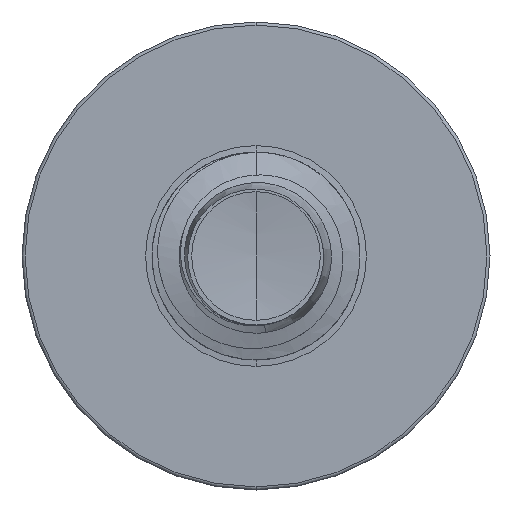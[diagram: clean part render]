
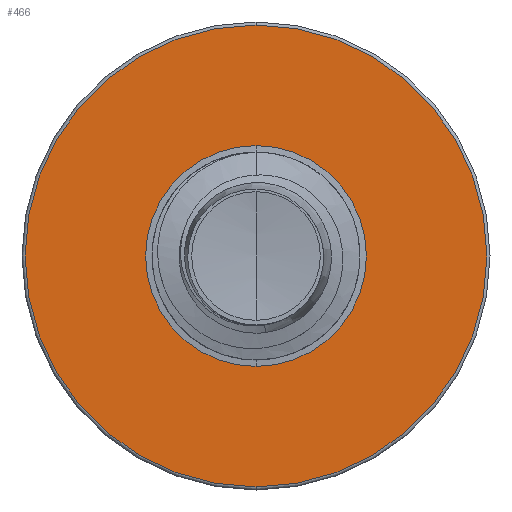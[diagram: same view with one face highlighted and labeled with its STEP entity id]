
A CAD part, front view. The second image highlights one B-rep face of the part: STEP entity #466.
In plain terms, the highlighted planar face has unit normal (0, -1, 0).
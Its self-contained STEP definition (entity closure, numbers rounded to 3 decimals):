
#466 = ADVANCED_FACE ( 'NONE', ( #9338, #9835 ), #18304, .F. ) ;
#624 = CARTESIAN_POINT ( 'NONE',  ( 0., 4., 0. ) ) ;
#1161 = CARTESIAN_POINT ( 'NONE',  ( 0., 4., 1.776 ) ) ;
#1749 = EDGE_CURVE ( 'NONE', #9514, #8887, #10972, .T. ) ;
#2318 = DIRECTION ( 'NONE',  ( 0., 0., 1. ) ) ;
#2615 = ORIENTED_EDGE ( 'NONE', *, *, #18759, .F. ) ;
#2966 = ORIENTED_EDGE ( 'NONE', *, *, #9931, .F. ) ;
#3525 = ORIENTED_EDGE ( 'NONE', *, *, #16727, .T. ) ;
#3549 = AXIS2_PLACEMENT_3D ( 'NONE', #6923, #16966, #8587 ) ;
#4071 = ORIENTED_EDGE ( 'NONE', *, *, #1749, .T. ) ;
#4232 = AXIS2_PLACEMENT_3D ( 'NONE', #624, #11991, #2318 ) ;
#5284 = CARTESIAN_POINT ( 'NONE',  ( 0., 4., -0.849 ) ) ;
#6923 = CARTESIAN_POINT ( 'NONE',  ( 0., 4., 0. ) ) ;
#7844 = VERTEX_POINT ( 'NONE', #8450 ) ;
#8450 = CARTESIAN_POINT ( 'NONE',  ( 0., 4., -1.776 ) ) ;
#8587 = DIRECTION ( 'NONE',  ( 0., 0., 1. ) ) ;
#8887 = VERTEX_POINT ( 'NONE', #10947 ) ;
#9063 = CARTESIAN_POINT ( 'NONE',  ( 0., 4., 0. ) ) ;
#9338 = FACE_OUTER_BOUND ( 'NONE', #14784, .T. ) ;
#9375 = DIRECTION ( 'NONE',  ( 0., 0., 1. ) ) ;
#9514 = VERTEX_POINT ( 'NONE', #5284 ) ;
#9835 = FACE_BOUND ( 'NONE', #11749, .T. ) ;
#9931 = EDGE_CURVE ( 'NONE', #7844, #13736, #17949, .T. ) ;
#10288 = DIRECTION ( 'NONE',  ( 0., 1., 0. ) ) ;
#10472 = CIRCLE ( 'NONE', #3549, 1.776 ) ;
#10595 = DIRECTION ( 'NONE',  ( 0., 0., 1. ) ) ;
#10839 = DIRECTION ( 'NONE',  ( 0., 1., 0. ) ) ;
#10849 = AXIS2_PLACEMENT_3D ( 'NONE', #9063, #18739, #10595 ) ;
#10934 = AXIS2_PLACEMENT_3D ( 'NONE', #12939, #10288, #9375 ) ;
#10947 = CARTESIAN_POINT ( 'NONE',  ( 0., 4., 0.849 ) ) ;
#10972 = CIRCLE ( 'NONE', #10934, 0.849 ) ;
#11091 = DIRECTION ( 'NONE',  ( 0., 0., 1. ) ) ;
#11157 = CARTESIAN_POINT ( 'NONE',  ( 0., 4., -0.849 ) ) ;
#11749 = EDGE_LOOP ( 'NONE', ( #3525, #4071 ) ) ;
#11991 = DIRECTION ( 'NONE',  ( 0., 1., 0. ) ) ;
#12939 = CARTESIAN_POINT ( 'NONE',  ( 0., 4., 0. ) ) ;
#13736 = VERTEX_POINT ( 'NONE', #1161 ) ;
#14784 = EDGE_LOOP ( 'NONE', ( #2615, #2966 ) ) ;
#16727 = EDGE_CURVE ( 'NONE', #8887, #9514, #17917, .T. ) ;
#16966 = DIRECTION ( 'NONE',  ( 0., 1., 0. ) ) ;
#17622 = AXIS2_PLACEMENT_3D ( 'NONE', #11157, #10839, #11091 ) ;
#17917 = CIRCLE ( 'NONE', #10849, 0.849 ) ;
#17949 = CIRCLE ( 'NONE', #4232, 1.776 ) ;
#18304 = PLANE ( 'NONE',  #17622 ) ;
#18739 = DIRECTION ( 'NONE',  ( 0., 1., 0. ) ) ;
#18759 = EDGE_CURVE ( 'NONE', #13736, #7844, #10472, .T. ) ;
